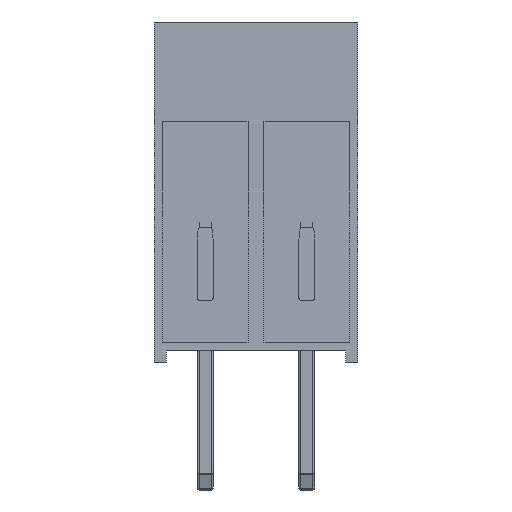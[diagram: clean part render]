
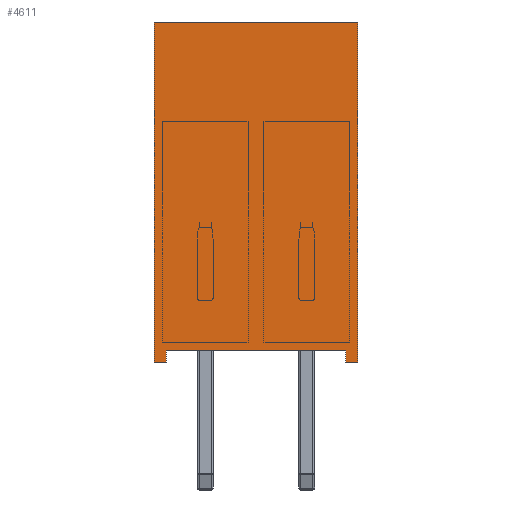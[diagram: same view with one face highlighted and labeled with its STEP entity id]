
A CAD part, left-side view. The second image highlights one B-rep face of the part: STEP entity #4611.
In plain terms, the highlighted planar face has unit normal (-1, 0, 0).
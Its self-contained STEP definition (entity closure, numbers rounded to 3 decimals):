
#638=FACE_OUTER_BOUND('',#928,.T.);
#928=EDGE_LOOP('',(#2988,#2989,#2990,#2991,#2992,#2993,#2994,#2995));
#1250=LINE('',#7181,#1598);
#1251=LINE('',#7184,#1599);
#1253=LINE('',#7188,#1601);
#1254=LINE('',#7190,#1602);
#1255=LINE('',#7192,#1603);
#1256=LINE('',#7194,#1604);
#1257=LINE('',#7196,#1605);
#1258=LINE('',#7197,#1606);
#1598=VECTOR('',#5596,10.);
#1599=VECTOR('',#5599,10.);
#1601=VECTOR('',#5603,10.);
#1602=VECTOR('',#5604,10.);
#1603=VECTOR('',#5605,10.);
#1604=VECTOR('',#5606,10.);
#1605=VECTOR('',#5607,10.);
#1606=VECTOR('',#5608,10.);
#1944=VERTEX_POINT('',#7177);
#1945=VERTEX_POINT('',#7179);
#1946=VERTEX_POINT('',#7183);
#1947=VERTEX_POINT('',#7187);
#1948=VERTEX_POINT('',#7189);
#1949=VERTEX_POINT('',#7191);
#1950=VERTEX_POINT('',#7193);
#1951=VERTEX_POINT('',#7195);
#2322=EDGE_CURVE('',#1944,#1945,#1250,.T.);
#2323=EDGE_CURVE('',#1946,#1944,#1251,.T.);
#2325=EDGE_CURVE('',#1945,#1947,#1253,.T.);
#2326=EDGE_CURVE('',#1947,#1948,#1254,.T.);
#2327=EDGE_CURVE('',#1948,#1949,#1255,.T.);
#2328=EDGE_CURVE('',#1949,#1950,#1256,.T.);
#2329=EDGE_CURVE('',#1951,#1950,#1257,.T.);
#2330=EDGE_CURVE('',#1946,#1951,#1258,.T.);
#2988=ORIENTED_EDGE('',*,*,#2325,.T.);
#2989=ORIENTED_EDGE('',*,*,#2326,.T.);
#2990=ORIENTED_EDGE('',*,*,#2327,.T.);
#2991=ORIENTED_EDGE('',*,*,#2328,.T.);
#2992=ORIENTED_EDGE('',*,*,#2329,.F.);
#2993=ORIENTED_EDGE('',*,*,#2330,.F.);
#2994=ORIENTED_EDGE('',*,*,#2323,.T.);
#2995=ORIENTED_EDGE('',*,*,#2322,.T.);
#4282=PLANE('',#4955);
#4611=ADVANCED_FACE('',(#638),#4282,.T.);
#4955=AXIS2_PLACEMENT_3D('',#7186,#5601,#5602);
#5596=DIRECTION('',(0.,0.,1.));
#5599=DIRECTION('',(0.,-1.,0.));
#5601=DIRECTION('center_axis',(-1.,0.,0.));
#5602=DIRECTION('ref_axis',(0.,-1.,0.));
#5603=DIRECTION('',(0.,-1.,0.));
#5604=DIRECTION('',(0.,0.,-1.));
#5605=DIRECTION('',(0.,-1.,0.));
#5606=DIRECTION('',(0.,0.,1.));
#5607=DIRECTION('',(0.,-1.,0.));
#5608=DIRECTION('',(0.,0.,1.));
#7177=CARTESIAN_POINT('',(-1.27,3.51,0.));
#7179=CARTESIAN_POINT('',(-1.27,3.51,0.3));
#7181=CARTESIAN_POINT('',(-1.27,3.51,0.));
#7183=CARTESIAN_POINT('',(-1.27,3.81,0.));
#7184=CARTESIAN_POINT('',(-1.27,3.81,0.));
#7186=CARTESIAN_POINT('Origin',(-1.27,1.27,0.));
#7187=CARTESIAN_POINT('',(-1.27,-0.97,0.3));
#7188=CARTESIAN_POINT('',(-1.27,1.27,0.3));
#7189=CARTESIAN_POINT('',(-1.27,-0.97,0.));
#7190=CARTESIAN_POINT('',(-1.27,-0.97,0.));
#7191=CARTESIAN_POINT('',(-1.27,-1.27,0.));
#7192=CARTESIAN_POINT('',(-1.27,1.27,0.));
#7193=CARTESIAN_POINT('',(-1.27,-1.27,8.5));
#7194=CARTESIAN_POINT('',(-1.27,-1.27,0.));
#7195=CARTESIAN_POINT('',(-1.27,3.81,8.5));
#7196=CARTESIAN_POINT('',(-1.27,3.81,8.5));
#7197=CARTESIAN_POINT('',(-1.27,3.81,0.));
